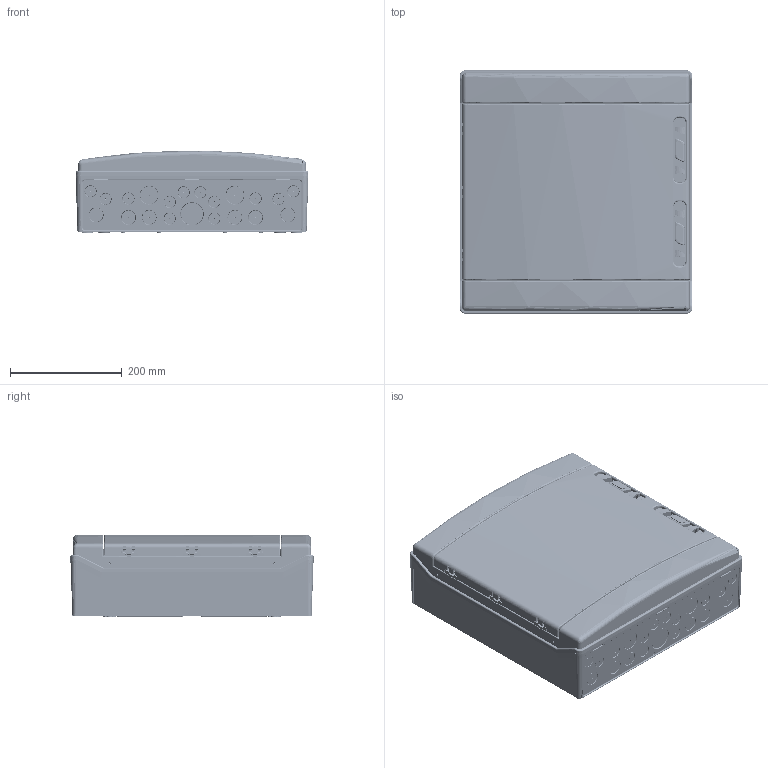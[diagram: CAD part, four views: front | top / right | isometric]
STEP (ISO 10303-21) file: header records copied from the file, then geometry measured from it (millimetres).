
FILE_DESCRIPTION((''),'2;1');
FILE_NAME('MODAB362PN','2018-01-05T',('antti_kumpulainen'),(''),'CREO PARAMETRIC BY PTC INC, 2015290','CREO PARAMETRIC BY PTC INC, 2015290','');
FILE_SCHEMA(('AUTOMOTIVE_DESIGN { 1 0 10303 214 1 1 1 1 }'));
Products named in the file (1): MODAB362PN
Bounding box: 417.7 x 436.2 x 147.75 mm (x, y, z)
Volume: 1786.8 mm3; surface area: 1910864.2 mm2
Topology: 2 solids, 95 shells, 7620 faces, 19370 edges, 11781 vertices
Faces by surface type: plane 2767, cylinder 1983, bspline 1312, cone 876, torus 451, sphere 172, extrusion 59
Entity records: 403276 total; most frequent: CARTESIAN_POINT 130979, ORIENTED_EDGE 37723, DIRECTION 31592, EDGE_CURVE 19085, PRESENTATION_STYLE_ASSIGNMENT 16697, STYLED_ITEM 13282, FILL_AREA_STYLE_COLOUR 11853, FILL_AREA_STYLE 11853
